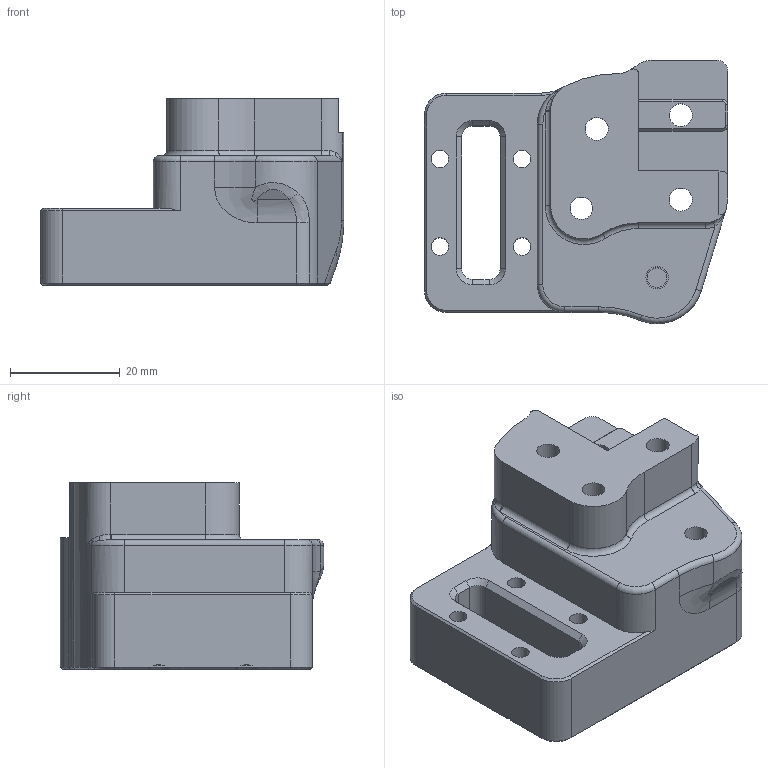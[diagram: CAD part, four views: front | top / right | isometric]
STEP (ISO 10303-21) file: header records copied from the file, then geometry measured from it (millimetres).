
FILE_DESCRIPTION(/* description */ (''),/* implementation_level */ '2;1');
FILE_NAME(/* name */ 'xy_joint_left_lower_M4.step',/* time_stamp */ '2023-07-05T21:33:17-04:00',/* author */ (''),/* organization */ (''),/* preprocessor_version */ 'ST-DEVELOPER v19.2',/* originating_system */ 'Autodesk Translation Framework v12.6.0.85',/* authorisation */ '');
FILE_SCHEMA (('AUTOMOTIVE_DESIGN { 1 0 10303 214 3 1 1 }'));
Length unit declared in the file: millimetre
Products named in the file (1): xy_joint_left_lower_M4
Bounding box: 55.32 x 48.02 x 34 mm (x, y, z)
Volume: 45961 mm3; surface area: 12758.6 mm2
Topology: 1 solids, 1 shells, 298 faces, 738 edges, 441 vertices
Faces by surface type: plane 187, cylinder 58, cone 27, bspline 16, torus 10
Full cylindrical faces by diameter (mm): 3.2 x4, 3.6 x1, 4.08 x1, 4.1 x1, 4.18 x1, 4.2 x2, 6.95 x1
Entity records: 9042 total; most frequent: CARTESIAN_POINT 1912, DIRECTION 1482, ORIENTED_EDGE 1474, EDGE_CURVE 737, LINE 500, VECTOR 500, AXIS2_PLACEMENT_3D 491, VERTEX_POINT 441
